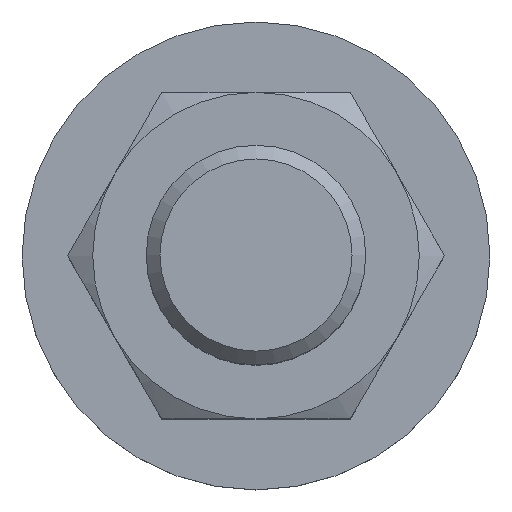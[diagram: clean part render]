
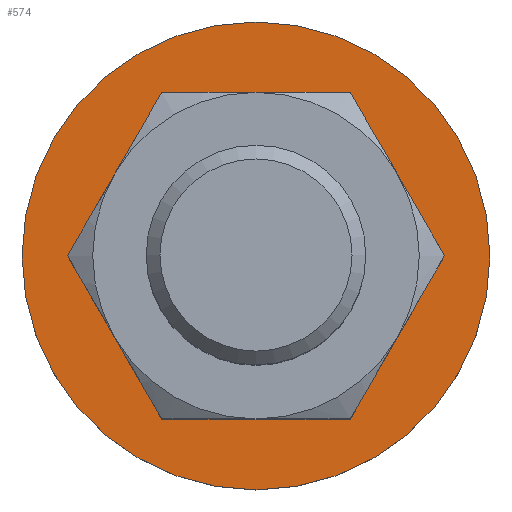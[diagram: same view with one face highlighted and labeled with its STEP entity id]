
A CAD part, top view. The second image highlights one B-rep face of the part: STEP entity #574.
In plain terms, the highlighted planar face has unit normal (0, 0, 1).
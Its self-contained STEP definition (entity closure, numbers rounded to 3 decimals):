
#65 = FACE_OUTER_BOUND ( 'NONE', #5498, .T. ) ;
#148 = DIRECTION ( 'NONE',  ( 0., 0., 1. ) ) ;
#209 = PLANE ( 'NONE',  #4105 ) ;
#574 = ADVANCED_FACE ( 'NONE', ( #65, #1034 ), #209, .T. ) ;
#689 = CARTESIAN_POINT ( 'NONE',  ( 0., 0., 1. ) ) ;
#970 = ORIENTED_EDGE ( 'NONE', *, *, #3727, .T. ) ;
#1034 = FACE_BOUND ( 'NONE', #5409, .T. ) ;
#1149 = DIRECTION ( 'NONE',  ( 1., 0., 0. ) ) ;
#1227 = ORIENTED_EDGE ( 'NONE', *, *, #3410, .F. ) ;
#1627 = DIRECTION ( 'NONE',  ( 0., 0., 1. ) ) ;
#1719 = CARTESIAN_POINT ( 'NONE',  ( 8.15, 0., 1. ) ) ;
#1742 = CARTESIAN_POINT ( 'NONE',  ( 17.05, 0., 1. ) ) ;
#1864 = VERTEX_POINT ( 'NONE', #1742 ) ;
#2416 = CIRCLE ( 'NONE', #6070, 8.15 ) ;
#2531 = DIRECTION ( 'NONE',  ( 1., 0., 0. ) ) ;
#2683 = DIRECTION ( 'NONE',  ( 1., 0., 0. ) ) ;
#3058 = DIRECTION ( 'NONE',  ( 0., 0., 1. ) ) ;
#3410 = EDGE_CURVE ( 'NONE', #6017, #6017, #2416, .T. ) ;
#3498 = CARTESIAN_POINT ( 'NONE',  ( 0., 0., 1. ) ) ;
#3727 = EDGE_CURVE ( 'NONE', #1864, #1864, #4996, .T. ) ;
#4105 = AXIS2_PLACEMENT_3D ( 'NONE', #4382, #148, #2531 ) ;
#4382 = CARTESIAN_POINT ( 'NONE',  ( 0., 0., 1. ) ) ;
#4996 = CIRCLE ( 'NONE', #5752, 17.05 ) ;
#5409 = EDGE_LOOP ( 'NONE', ( #1227 ) ) ;
#5498 = EDGE_LOOP ( 'NONE', ( #970 ) ) ;
#5752 = AXIS2_PLACEMENT_3D ( 'NONE', #3498, #3058, #1149 ) ;
#6017 = VERTEX_POINT ( 'NONE', #1719 ) ;
#6070 = AXIS2_PLACEMENT_3D ( 'NONE', #689, #1627, #2683 ) ;
